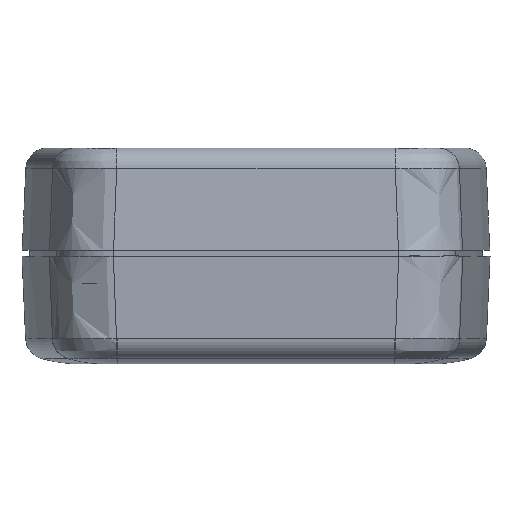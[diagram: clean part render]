
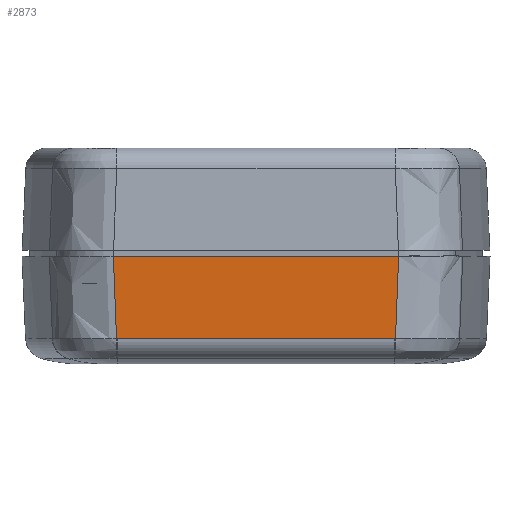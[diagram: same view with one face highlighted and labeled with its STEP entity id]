
A CAD part, left-side view. The second image highlights one B-rep face of the part: STEP entity #2873.
In plain terms, the highlighted face is planar.
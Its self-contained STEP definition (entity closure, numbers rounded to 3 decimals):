
#604 = CARTESIAN_POINT ( 'NONE',  ( 59.499, 19.375, -3.52 ) ) ;
#1715 = CARTESIAN_POINT ( 'NONE',  ( 59.499, -19.375, -3.52 ) ) ;
#2108 = CARTESIAN_POINT ( 'NONE',  ( 60., 27.5, -15. ) ) ;
#2703 = ORIENTED_EDGE ( 'NONE', *, *, #22426, .T. ) ;
#2873 = ADVANCED_FACE ( 'NONE', ( #16461 ), #26585, .T. ) ;
#2890 = VECTOR ( 'NONE', #31441, 1000. ) ;
#3013 = CARTESIAN_POINT ( 'NONE',  ( 59.623, 19.483, -6.363 ) ) ;
#3508 = CARTESIAN_POINT ( 'NONE',  ( 59.499, -19.375, -3.52 ) ) ;
#3716 = CARTESIAN_POINT ( 'NONE',  ( 59.499, 27.5, -3.519 ) ) ;
#4103 = CARTESIAN_POINT ( 'NONE',  ( 60., 27.5, -15. ) ) ;
#4721 = CARTESIAN_POINT ( 'NONE',  ( 59.499, 19.375, -3.52 ) ) ;
#5567 = ORIENTED_EDGE ( 'NONE', *, *, #9892, .T. ) ;
#6315 = CARTESIAN_POINT ( 'NONE',  ( 59.499, -19.287, -3.519 ) ) ;
#7121 = LINE ( 'NONE', #4103, #2890 ) ;
#7744 = CARTESIAN_POINT ( 'NONE',  ( 60., 19.809, -15. ) ) ;
#8182 = VERTEX_POINT ( 'NONE', #30268 ) ;
#8439 = DIRECTION ( 'NONE',  ( 0., -1., 0. ) ) ;
#9153 = CARTESIAN_POINT ( 'NONE',  ( 59.561, -19.429, -4.941 ) ) ;
#9818 = B_SPLINE_CURVE_WITH_KNOTS ( 'NONE', 3,
 ( #20817, #6315, #23311, #3508 ),
 .UNSPECIFIED., .F., .F.,
 ( 4, 4 ),
 ( 0., 0. ),
 .UNSPECIFIED. ) ;
#9892 = EDGE_CURVE ( 'NONE', #22709, #15660, #7121, .T. ) ;
#11627 = CARTESIAN_POINT ( 'NONE',  ( 59.79, -19.627, -10.19 ) ) ;
#12315 = VERTEX_POINT ( 'NONE', #16407 ) ;
#12334 = ORIENTED_EDGE ( 'NONE', *, *, #29836, .T. ) ;
#12703 = CARTESIAN_POINT ( 'NONE',  ( 59.895, 19.718, -12.595 ) ) ;
#14004 = CARTESIAN_POINT ( 'NONE',  ( 59.499, 19.375, -3.52 ) ) ;
#14169 = ORIENTED_EDGE ( 'NONE', *, *, #29173, .T. ) ;
#14529 = CARTESIAN_POINT ( 'NONE',  ( 59.499, 19.287, -3.519 ) ) ;
#14643 = LINE ( 'NONE', #3716, #26721 ) ;
#14742 = CARTESIAN_POINT ( 'NONE',  ( 59.499, 19.331, -3.519 ) ) ;
#15660 = VERTEX_POINT ( 'NONE', #26844 ) ;
#16357 = EDGE_CURVE ( 'NONE', #12315, #26448, #14643, .T. ) ;
#16407 = CARTESIAN_POINT ( 'NONE',  ( 59.499, 19.242, -3.519 ) ) ;
#16461 = FACE_OUTER_BOUND ( 'NONE', #19243, .T. ) ;
#17160 = ORIENTED_EDGE ( 'NONE', *, *, #16357, .T. ) ;
#17239 = VERTEX_POINT ( 'NONE', #14004 ) ;
#19243 = EDGE_LOOP ( 'NONE', ( #17160, #12334, #21091, #5567, #14169, #2703 ) ) ;
#19571 = CARTESIAN_POINT ( 'NONE',  ( 59.499, 19.242, -3.519 ) ) ;
#20742 = B_SPLINE_CURVE_WITH_KNOTS ( 'NONE', 3,
 ( #1715, #9153, #26529, #31128, #11627, #29042, #31543 ),
 .UNSPECIFIED., .F., .F.,
 ( 4, 3, 4 ),
 ( 0.004, 0.008, 0.015 ),
 .UNSPECIFIED. ) ;
#20817 = CARTESIAN_POINT ( 'NONE',  ( 59.499, -19.242, -3.519 ) ) ;
#21091 = ORIENTED_EDGE ( 'NONE', *, *, #21865, .T. ) ;
#21865 = EDGE_CURVE ( 'NONE', #8182, #22709, #20742, .T. ) ;
#22426 = EDGE_CURVE ( 'NONE', #17239, #12315, #23457, .T. ) ;
#22709 = VERTEX_POINT ( 'NONE', #30394 ) ;
#23311 = CARTESIAN_POINT ( 'NONE',  ( 59.499, -19.331, -3.519 ) ) ;
#23457 = B_SPLINE_CURVE_WITH_KNOTS ( 'NONE', 3,
 ( #4721, #14742, #14529, #19571 ),
 .UNSPECIFIED., .F., .F.,
 ( 4, 4 ),
 ( 0., 0. ),
 .UNSPECIFIED. ) ;
#24403 = DIRECTION ( 'NONE',  ( 0.044, 0., -0.999 ) ) ;
#24472 = B_SPLINE_CURVE_WITH_KNOTS ( 'NONE', 3,
 ( #7744, #12703, #30111, #28031, #3013, #25427, #604 ),
 .UNSPECIFIED., .F., .F.,
 ( 4, 3, 4 ),
 ( 0., 0.007, 0.011 ),
 .UNSPECIFIED. ) ;
#25427 = CARTESIAN_POINT ( 'NONE',  ( 59.561, 19.429, -4.941 ) ) ;
#26448 = VERTEX_POINT ( 'NONE', #26668 ) ;
#26529 = CARTESIAN_POINT ( 'NONE',  ( 59.623, -19.483, -6.363 ) ) ;
#26585 = PLANE ( 'NONE',  #28456 ) ;
#26668 = CARTESIAN_POINT ( 'NONE',  ( 59.499, -19.242, -3.519 ) ) ;
#26699 = DIRECTION ( 'NONE',  ( 0.999, 0., 0.044 ) ) ;
#26721 = VECTOR ( 'NONE', #8439, 1000. ) ;
#26844 = CARTESIAN_POINT ( 'NONE',  ( 60., 19.809, -15. ) ) ;
#28031 = CARTESIAN_POINT ( 'NONE',  ( 59.685, 19.537, -7.784 ) ) ;
#28456 = AXIS2_PLACEMENT_3D ( 'NONE', #2108, #26699, #24403 ) ;
#29042 = CARTESIAN_POINT ( 'NONE',  ( 59.895, -19.718, -12.595 ) ) ;
#29173 = EDGE_CURVE ( 'NONE', #15660, #17239, #24472, .T. ) ;
#29836 = EDGE_CURVE ( 'NONE', #26448, #8182, #9818, .T. ) ;
#30111 = CARTESIAN_POINT ( 'NONE',  ( 59.79, 19.627, -10.19 ) ) ;
#30268 = CARTESIAN_POINT ( 'NONE',  ( 59.499, -19.375, -3.52 ) ) ;
#30394 = CARTESIAN_POINT ( 'NONE',  ( 60., -19.809, -15. ) ) ;
#31128 = CARTESIAN_POINT ( 'NONE',  ( 59.685, -19.537, -7.784 ) ) ;
#31441 = DIRECTION ( 'NONE',  ( 0., 1., 0. ) ) ;
#31543 = CARTESIAN_POINT ( 'NONE',  ( 60., -19.809, -15. ) ) ;
